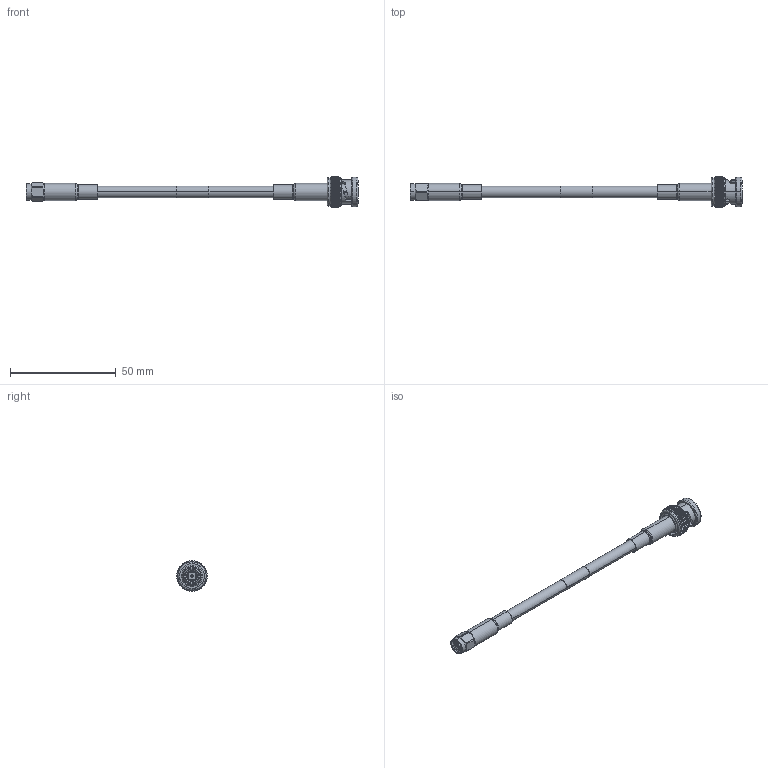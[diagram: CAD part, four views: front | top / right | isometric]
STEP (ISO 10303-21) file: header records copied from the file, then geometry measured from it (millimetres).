
FILE_DESCRIPTION (( 'STEP AP203' ), '1' );
FILE_NAME ('FMCA2675.STEP', '2022-03-09T16:01:34', ( '' ), ( '' ), 'SwSTEP 2.0', 'SolidWorks 2021', '' );
FILE_SCHEMA (( 'CONFIG_CONTROL_DESIGN' ));
Length unit declared in the file: millimetre
Products named in the file (8): RG223_with label; CA-240-MA1_1" Long; FMCN1567; FMCA2675; SC7059-MA2; SC7050-MA3_SC7050 -RG223; SC7050-MA1; SC7050_SC7050 -RG223
Assembly tree (8 placements, depth 3):
  FMCA2675
    RG223_with label
    FMCN1567
    SC7050_SC7050 -RG223
      SC7050-MA1
      SC7059-MA2
      SC7050-MA3_SC7050 -RG223
    CA-240-MA1_1" Long  x2
Bounding box: 156.66 x 14.46 x 14.46 mm (x, y, z)
Volume: 5330.9 mm3; surface area: 9050.7 mm2
Topology: 9 solids, 9 shells, 611 faces, 1392 edges, 816 vertices
Faces by surface type: plane 207, cone 197, cylinder 179, torus 16, bspline 12
Entity records: 19311 total; most frequent: CARTESIAN_POINT 5525, DIRECTION 2732, ORIENTED_EDGE 2696, EDGE_CURVE 1348, AXIS2_PLACEMENT_3D 1137, VERTEX_POINT 792, EDGE_LOOP 622, FACE_OUTER_BOUND 589
